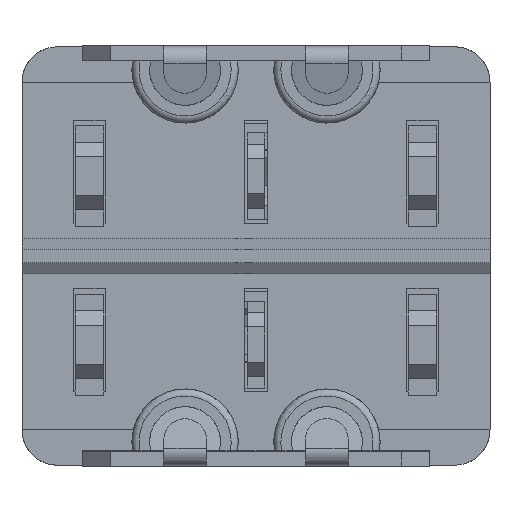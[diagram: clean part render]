
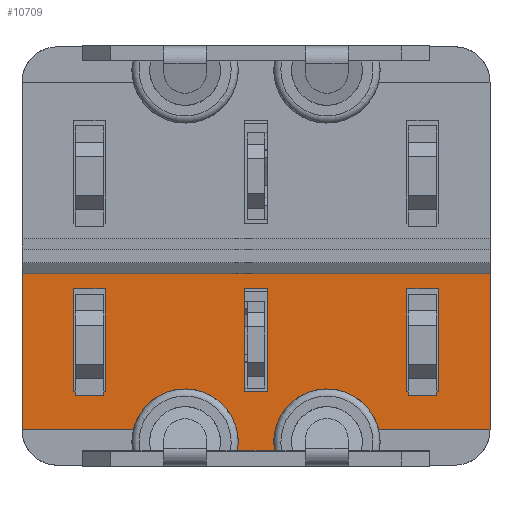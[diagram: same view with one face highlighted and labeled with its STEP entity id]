
A CAD part, front view. The second image highlights one B-rep face of the part: STEP entity #10709.
In plain terms, the highlighted planar face has unit normal (0, -1, 0).
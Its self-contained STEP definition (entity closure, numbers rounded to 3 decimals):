
#867=DIRECTION('',(1.,0.,0.));
#868=VECTOR('',#867,1.042);
#869=CARTESIAN_POINT('',(-0.521,0.35,-5.5));
#870=LINE('',#869,#868);
#1214=DIRECTION('',(0.,0.,1.));
#1215=VECTOR('',#1214,4.4);
#1216=CARTESIAN_POINT('',(6.6,0.35,-4.9));
#1217=LINE('',#1216,#1215);
#1242=DIRECTION('',(1.,0.,0.));
#1243=VECTOR('',#1242,13.2);
#1244=CARTESIAN_POINT('',(-6.6,0.35,-0.5));
#1245=LINE('',#1244,#1243);
#1246=DIRECTION('',(-1.,0.,0.));
#1247=VECTOR('',#1246,3.141);
#1248=CARTESIAN_POINT('',(6.6,0.35,-4.9));
#1249=LINE('',#1248,#1247);
#1250=CARTESIAN_POINT('',(2.,0.35,-5.25));
#1251=DIRECTION('',(0.,1.,0.));
#1252=DIRECTION('',(-0.986,0.,-0.167));
#1253=AXIS2_PLACEMENT_3D('',#1250,#1251,#1252);
#1255=CARTESIAN_POINT('',(-2.,0.35,-5.25));
#1256=DIRECTION('',(0.,1.,0.));
#1257=DIRECTION('',(-0.972,0.,0.233));
#1258=AXIS2_PLACEMENT_3D('',#1255,#1256,#1257);
#1260=DIRECTION('',(1.,0.,0.));
#1261=VECTOR('',#1260,3.141);
#1262=CARTESIAN_POINT('',(-6.6,0.35,-4.9));
#1263=LINE('',#1262,#1261);
#1264=DIRECTION('',(1.,0.,0.));
#1265=VECTOR('',#1264,0.65);
#1266=CARTESIAN_POINT('',(-0.325,0.35,-0.925));
#1267=LINE('',#1266,#1265);
#1268=DIRECTION('',(-1.,0.,0.));
#1269=VECTOR('',#1268,0.65);
#1270=CARTESIAN_POINT('',(0.325,0.35,-3.825));
#1271=LINE('',#1270,#1269);
#1272=DIRECTION('',(0.,0.,-1.));
#1273=VECTOR('',#1272,0.1);
#1274=CARTESIAN_POINT('',(4.3,0.35,-3.825));
#1275=LINE('',#1274,#1273);
#1276=DIRECTION('',(1.,0.,0.));
#1277=VECTOR('',#1276,0.8);
#1278=CARTESIAN_POINT('',(4.3,0.35,-3.925));
#1279=LINE('',#1278,#1277);
#1280=DIRECTION('',(0.,0.,-1.));
#1281=VECTOR('',#1280,0.1);
#1282=CARTESIAN_POINT('',(5.1,0.35,-3.825));
#1283=LINE('',#1282,#1281);
#1284=DIRECTION('',(-1.,0.,0.));
#1285=VECTOR('',#1284,0.05);
#1286=CARTESIAN_POINT('',(5.15,0.35,-3.825));
#1287=LINE('',#1286,#1285);
#1288=DIRECTION('',(0.,0.,-1.));
#1289=VECTOR('',#1288,2.9);
#1290=CARTESIAN_POINT('',(5.15,0.35,-0.925));
#1291=LINE('',#1290,#1289);
#1292=DIRECTION('',(1.,0.,0.));
#1293=VECTOR('',#1292,0.9);
#1294=CARTESIAN_POINT('',(4.25,0.35,-0.925));
#1295=LINE('',#1294,#1293);
#1296=DIRECTION('',(-1.,0.,0.));
#1297=VECTOR('',#1296,0.05);
#1298=CARTESIAN_POINT('',(4.3,0.35,-3.825));
#1299=LINE('',#1298,#1297);
#1300=DIRECTION('',(0.,0.,1.));
#1301=VECTOR('',#1300,0.1);
#1302=CARTESIAN_POINT('',(-4.3,0.35,-3.925));
#1303=LINE('',#1302,#1301);
#1304=DIRECTION('',(1.,0.,0.));
#1305=VECTOR('',#1304,0.05);
#1306=CARTESIAN_POINT('',(-4.3,0.35,-3.825));
#1307=LINE('',#1306,#1305);
#1308=DIRECTION('',(-1.,0.,0.));
#1309=VECTOR('',#1308,0.9);
#1310=CARTESIAN_POINT('',(-4.25,0.35,-0.925));
#1311=LINE('',#1310,#1309);
#1312=DIRECTION('',(0.,0.,-1.));
#1313=VECTOR('',#1312,2.9);
#1314=CARTESIAN_POINT('',(-5.15,0.35,-0.925));
#1315=LINE('',#1314,#1313);
#1316=DIRECTION('',(1.,0.,0.));
#1317=VECTOR('',#1316,0.05);
#1318=CARTESIAN_POINT('',(-5.15,0.35,-3.825));
#1319=LINE('',#1318,#1317);
#1320=DIRECTION('',(0.,0.,1.));
#1321=VECTOR('',#1320,0.1);
#1322=CARTESIAN_POINT('',(-5.1,0.35,-3.925));
#1323=LINE('',#1322,#1321);
#1324=DIRECTION('',(-1.,0.,0.));
#1325=VECTOR('',#1324,0.8);
#1326=CARTESIAN_POINT('',(-4.3,0.35,-3.925));
#1327=LINE('',#1326,#1325);
#1348=DIRECTION('',(0.,0.,-1.));
#1349=VECTOR('',#1348,4.4);
#1350=CARTESIAN_POINT('',(-6.6,0.35,-0.5));
#1351=LINE('',#1350,#1349);
#3718=DIRECTION('',(0.,0.,1.));
#3719=VECTOR('',#3718,2.9);
#3720=CARTESIAN_POINT('',(-0.325,0.35,-3.825));
#3721=LINE('',#3720,#3719);
#3762=DIRECTION('',(0.,0.,-1.));
#3763=VECTOR('',#3762,2.9);
#3764=CARTESIAN_POINT('',(0.325,0.35,-0.925));
#3765=LINE('',#3764,#3763);
#4332=DIRECTION('',(0.,0.,1.));
#4333=VECTOR('',#4332,2.9);
#4334=CARTESIAN_POINT('',(4.25,0.35,-3.825));
#4335=LINE('',#4334,#4333);
#5031=DIRECTION('',(0.,0.,-1.));
#5032=VECTOR('',#5031,2.9);
#5033=CARTESIAN_POINT('',(-4.25,0.35,-0.925));
#5034=LINE('',#5033,#5032);
#7154=CARTESIAN_POINT('',(-0.521,0.35,-5.5));
#7155=CARTESIAN_POINT('',(0.521,0.35,-5.5));
#7156=VERTEX_POINT('',#7154);
#7157=VERTEX_POINT('',#7155);
#7169=CARTESIAN_POINT('',(6.6,0.35,-4.9));
#7171=VERTEX_POINT('',#7169);
#7174=CARTESIAN_POINT('',(3.459,0.35,-4.9));
#7175=VERTEX_POINT('',#7174);
#7194=CARTESIAN_POINT('',(-6.6,0.35,-4.9));
#7196=VERTEX_POINT('',#7194);
#7206=CARTESIAN_POINT('',(-3.459,0.35,-4.9));
#7207=VERTEX_POINT('',#7206);
#7306=CARTESIAN_POINT('',(-0.325,0.35,-0.925));
#7307=CARTESIAN_POINT('',(0.325,0.35,-0.925));
#7308=VERTEX_POINT('',#7306);
#7309=VERTEX_POINT('',#7307);
#7310=CARTESIAN_POINT('',(0.325,0.35,-3.825));
#7311=CARTESIAN_POINT('',(-0.325,0.35,-3.825));
#7312=VERTEX_POINT('',#7310);
#7313=VERTEX_POINT('',#7311);
#7314=CARTESIAN_POINT('',(4.25,0.35,-0.925));
#7315=CARTESIAN_POINT('',(5.15,0.35,-0.925));
#7316=VERTEX_POINT('',#7314);
#7317=VERTEX_POINT('',#7315);
#7318=CARTESIAN_POINT('',(5.15,0.35,-3.825));
#7319=VERTEX_POINT('',#7318);
#7324=CARTESIAN_POINT('',(-4.25,0.35,-0.925));
#7325=CARTESIAN_POINT('',(-5.15,0.35,-0.925));
#7326=VERTEX_POINT('',#7324);
#7327=VERTEX_POINT('',#7325);
#7328=CARTESIAN_POINT('',(-5.15,0.35,-3.825));
#7329=VERTEX_POINT('',#7328);
#7346=CARTESIAN_POINT('',(-6.6,0.35,-0.5));
#7347=CARTESIAN_POINT('',(6.6,0.35,-0.5));
#7348=VERTEX_POINT('',#7346);
#7349=VERTEX_POINT('',#7347);
#7514=CARTESIAN_POINT('',(4.25,0.35,-3.825));
#7515=VERTEX_POINT('',#7514);
#7526=CARTESIAN_POINT('',(-4.25,0.35,-3.825));
#7527=VERTEX_POINT('',#7526);
#8096=CARTESIAN_POINT('',(4.3,0.35,-3.825));
#8097=CARTESIAN_POINT('',(4.3,0.35,-3.925));
#8098=VERTEX_POINT('',#8096);
#8099=VERTEX_POINT('',#8097);
#8100=CARTESIAN_POINT('',(5.1,0.35,-3.825));
#8101=CARTESIAN_POINT('',(5.1,0.35,-3.925));
#8102=VERTEX_POINT('',#8100);
#8103=VERTEX_POINT('',#8101);
#8226=CARTESIAN_POINT('',(-4.3,0.35,-3.925));
#8227=CARTESIAN_POINT('',(-4.3,0.35,-3.825));
#8228=VERTEX_POINT('',#8226);
#8229=VERTEX_POINT('',#8227);
#8230=CARTESIAN_POINT('',(-5.1,0.35,-3.925));
#8231=CARTESIAN_POINT('',(-5.1,0.35,-3.825));
#8232=VERTEX_POINT('',#8230);
#8233=VERTEX_POINT('',#8231);
#10642=CARTESIAN_POINT('',(0.,0.35,-2.5));
#10643=DIRECTION('',(0.,-1.,0.));
#10644=DIRECTION('',(0.,0.,-1.));
#10645=AXIS2_PLACEMENT_3D('',#10642,#10643,#10644);
#10646=PLANE('',#10645);
#10648=ORIENTED_EDGE('',*,*,#10647,.T.);
#10649=ORIENTED_EDGE('',*,*,#10622,.F.);
#10651=ORIENTED_EDGE('',*,*,#10650,.T.);
#10653=ORIENTED_EDGE('',*,*,#10652,.F.);
#10654=ORIENTED_EDGE('',*,*,#10189,.F.);
#10656=ORIENTED_EDGE('',*,*,#10655,.F.);
#10658=ORIENTED_EDGE('',*,*,#10657,.F.);
#10660=ORIENTED_EDGE('',*,*,#10659,.F.);
#10661=EDGE_LOOP('',(#10648,#10649,#10651,#10653,#10654,#10656,#10658,#10660));
#10662=FACE_OUTER_BOUND('',#10661,.F.);
#10664=ORIENTED_EDGE('',*,*,#10663,.F.);
#10666=ORIENTED_EDGE('',*,*,#10665,.F.);
#10668=ORIENTED_EDGE('',*,*,#10667,.F.);
#10670=ORIENTED_EDGE('',*,*,#10669,.F.);
#10671=EDGE_LOOP('',(#10664,#10666,#10668,#10670));
#10672=FACE_BOUND('',#10671,.F.);
#10674=ORIENTED_EDGE('',*,*,#10673,.T.);
#10676=ORIENTED_EDGE('',*,*,#10675,.T.);
#10678=ORIENTED_EDGE('',*,*,#10677,.F.);
#10680=ORIENTED_EDGE('',*,*,#10679,.F.);
#10682=ORIENTED_EDGE('',*,*,#10681,.F.);
#10684=ORIENTED_EDGE('',*,*,#10683,.F.);
#10686=ORIENTED_EDGE('',*,*,#10685,.F.);
#10688=ORIENTED_EDGE('',*,*,#10687,.F.);
#10689=EDGE_LOOP('',(#10674,#10676,#10678,#10680,#10682,#10684,#10686,#10688));
#10690=FACE_BOUND('',#10689,.F.);
#10692=ORIENTED_EDGE('',*,*,#10691,.T.);
#10694=ORIENTED_EDGE('',*,*,#10693,.T.);
#10696=ORIENTED_EDGE('',*,*,#10695,.F.);
#10698=ORIENTED_EDGE('',*,*,#10697,.T.);
#10700=ORIENTED_EDGE('',*,*,#10699,.T.);
#10702=ORIENTED_EDGE('',*,*,#10701,.T.);
#10704=ORIENTED_EDGE('',*,*,#10703,.F.);
#10706=ORIENTED_EDGE('',*,*,#10705,.F.);
#10707=EDGE_LOOP('',(#10692,#10694,#10696,#10698,#10700,#10702,#10704,#10706));
#10708=FACE_BOUND('',#10707,.F.);
#10709=ADVANCED_FACE('',(#10662,#10672,#10690,#10708),#10646,.T.);
#1254=CIRCLE('',#1253,1.5);
#1259=CIRCLE('',#1258,1.5);
#10189=EDGE_CURVE('',#7156,#7157,#870,.T.);
#10622=EDGE_CURVE('',#7171,#7349,#1217,.T.);
#10647=EDGE_CURVE('',#7348,#7349,#1245,.T.);
#10650=EDGE_CURVE('',#7171,#7175,#1249,.T.);
#10652=EDGE_CURVE('',#7157,#7175,#1254,.T.);
#10655=EDGE_CURVE('',#7207,#7156,#1259,.T.);
#10657=EDGE_CURVE('',#7196,#7207,#1263,.T.);
#10659=EDGE_CURVE('',#7348,#7196,#1351,.T.);
#10663=EDGE_CURVE('',#7309,#7312,#3765,.T.);
#10665=EDGE_CURVE('',#7308,#7309,#1267,.T.);
#10667=EDGE_CURVE('',#7313,#7308,#3721,.T.);
#10669=EDGE_CURVE('',#7312,#7313,#1271,.T.);
#10673=EDGE_CURVE('',#8098,#8099,#1275,.T.);
#10675=EDGE_CURVE('',#8099,#8103,#1279,.T.);
#10677=EDGE_CURVE('',#8102,#8103,#1283,.T.);
#10679=EDGE_CURVE('',#7319,#8102,#1287,.T.);
#10681=EDGE_CURVE('',#7317,#7319,#1291,.T.);
#10683=EDGE_CURVE('',#7316,#7317,#1295,.T.);
#10685=EDGE_CURVE('',#7515,#7316,#4335,.T.);
#10687=EDGE_CURVE('',#8098,#7515,#1299,.T.);
#10691=EDGE_CURVE('',#8228,#8229,#1303,.T.);
#10693=EDGE_CURVE('',#8229,#7527,#1307,.T.);
#10695=EDGE_CURVE('',#7326,#7527,#5034,.T.);
#10697=EDGE_CURVE('',#7326,#7327,#1311,.T.);
#10699=EDGE_CURVE('',#7327,#7329,#1315,.T.);
#10701=EDGE_CURVE('',#7329,#8233,#1319,.T.);
#10703=EDGE_CURVE('',#8232,#8233,#1323,.T.);
#10705=EDGE_CURVE('',#8228,#8232,#1327,.T.);
